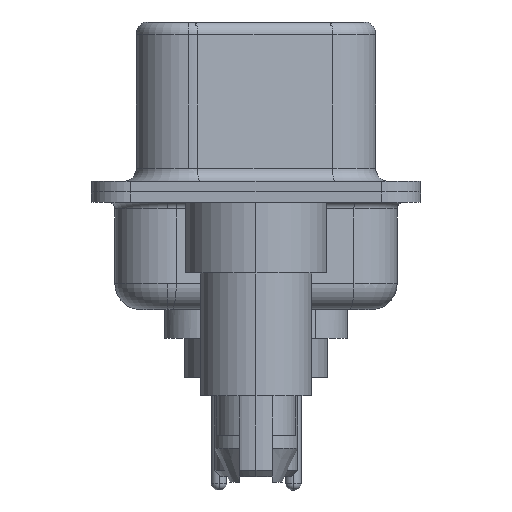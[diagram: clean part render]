
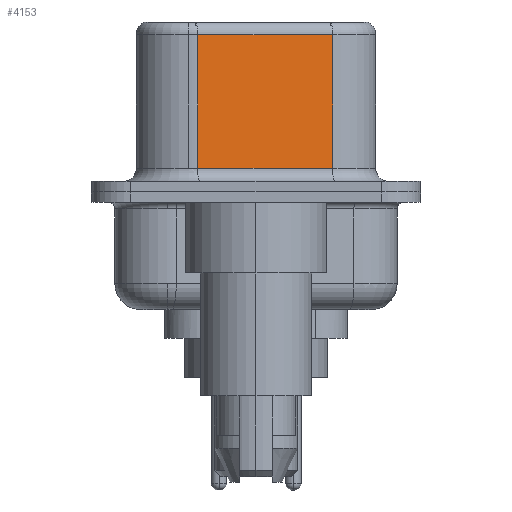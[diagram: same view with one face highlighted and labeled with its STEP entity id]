
A CAD part, left-side view. The second image highlights one B-rep face of the part: STEP entity #4153.
In plain terms, the highlighted planar face has unit normal (-0.985, -0.174, 0).
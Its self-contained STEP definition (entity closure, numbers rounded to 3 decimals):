
#1050 = LINE ( 'NONE', #21914, #23598 ) ;
#1129 = DIRECTION ( 'NONE',  ( 0., 0., -1. ) ) ;
#1581 = CARTESIAN_POINT ( 'NONE',  ( 4.58, -2.927, 6.52 ) ) ;
#4137 = EDGE_CURVE ( 'NONE', #27448, #10705, #1050, .T. ) ;
#4153 = ADVANCED_FACE ( 'NONE', ( #17761 ), #20117, .F. ) ;
#5259 = EDGE_CURVE ( 'NONE', #26077, #10705, #23540, .T. ) ;
#5511 = LINE ( 'NONE', #28173, #21492 ) ;
#5889 = VERTEX_POINT ( 'NONE', #22182 ) ;
#6006 = DIRECTION ( 'NONE',  ( -0.174, 0.985, 0. ) ) ;
#7068 = EDGE_CURVE ( 'NONE', #26077, #5889, #12065, .T. ) ;
#8827 = ORIENTED_EDGE ( 'NONE', *, *, #7068, .T. ) ;
#10705 = VERTEX_POINT ( 'NONE', #22922 ) ;
#10756 = DIRECTION ( 'NONE',  ( 0., 0., -1. ) ) ;
#11005 = AXIS2_PLACEMENT_3D ( 'NONE', #1581, #13033, #6006 ) ;
#11945 = VECTOR ( 'NONE', #1129, 1000. ) ;
#12065 = LINE ( 'NONE', #17155, #17836 ) ;
#13033 = DIRECTION ( 'NONE',  ( 0.985, 0.174, 0. ) ) ;
#16446 = ORIENTED_EDGE ( 'NONE', *, *, #4137, .T. ) ;
#17010 = EDGE_LOOP ( 'NONE', ( #22391, #8827, #24207, #16446 ) ) ;
#17155 = CARTESIAN_POINT ( 'NONE',  ( 4.58, -2.927, 6.02 ) ) ;
#17216 = DIRECTION ( 'NONE',  ( -0.174, 0.985, 0. ) ) ;
#17522 = CARTESIAN_POINT ( 'NONE',  ( 4.58, -2.927, 6.02 ) ) ;
#17761 = FACE_OUTER_BOUND ( 'NONE', #17010, .T. ) ;
#17836 = VECTOR ( 'NONE', #17216, 1000. ) ;
#17948 = CARTESIAN_POINT ( 'NONE',  ( 3.67, 2.233, 0.9 ) ) ;
#18912 = EDGE_CURVE ( 'NONE', #5889, #27448, #5511, .T. ) ;
#20117 = PLANE ( 'NONE',  #11005 ) ;
#21073 = DIRECTION ( 'NONE',  ( 0.174, -0.985, 0. ) ) ;
#21492 = VECTOR ( 'NONE', #10756, 1000. ) ;
#21914 = CARTESIAN_POINT ( 'NONE',  ( 4.58, -2.927, 0.9 ) ) ;
#22182 = CARTESIAN_POINT ( 'NONE',  ( 3.67, 2.233, 6.02 ) ) ;
#22391 = ORIENTED_EDGE ( 'NONE', *, *, #5259, .F. ) ;
#22922 = CARTESIAN_POINT ( 'NONE',  ( 4.58, -2.927, 0.9 ) ) ;
#23540 = LINE ( 'NONE', #26350, #11945 ) ;
#23598 = VECTOR ( 'NONE', #21073, 1000. ) ;
#24207 = ORIENTED_EDGE ( 'NONE', *, *, #18912, .T. ) ;
#26077 = VERTEX_POINT ( 'NONE', #17522 ) ;
#26350 = CARTESIAN_POINT ( 'NONE',  ( 4.58, -2.927, 6.52 ) ) ;
#27448 = VERTEX_POINT ( 'NONE', #17948 ) ;
#28173 = CARTESIAN_POINT ( 'NONE',  ( 3.67, 2.233, 6.52 ) ) ;
